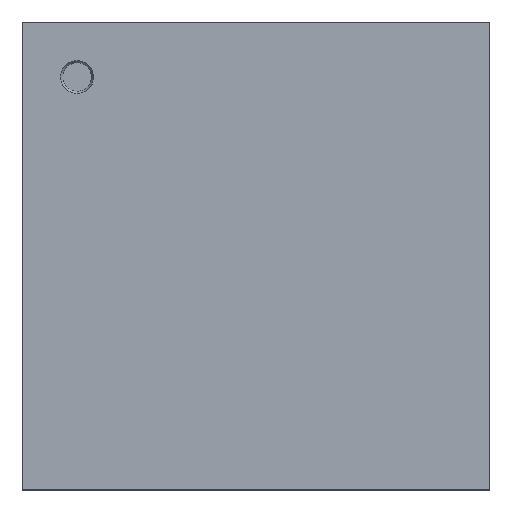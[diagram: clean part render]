
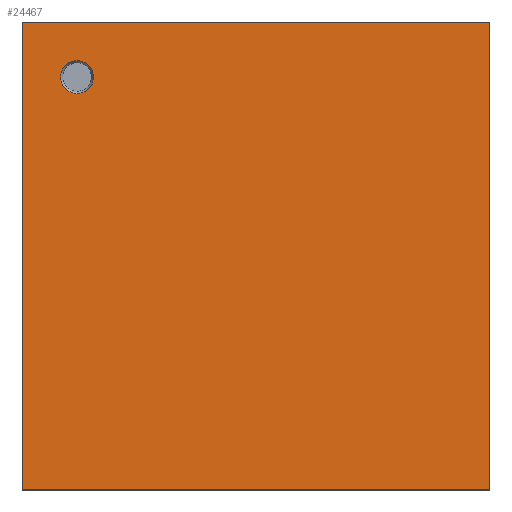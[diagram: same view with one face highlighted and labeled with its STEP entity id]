
A CAD part, top view. The second image highlights one B-rep face of the part: STEP entity #24467.
In plain terms, the highlighted planar face has unit normal (0, 0, 1).
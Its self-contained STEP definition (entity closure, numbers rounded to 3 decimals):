
#1500 = CIRCLE ( 'NONE', #16370, 0.6 ) ;
#1572 = ORIENTED_EDGE ( 'NONE', *, *, #32594, .F. ) ;
#2373 = EDGE_CURVE ( 'NONE', #5926, #13852, #24665, .T. ) ;
#2458 = ORIENTED_EDGE ( 'NONE', *, *, #24585, .T. ) ;
#2470 = LINE ( 'NONE', #10582, #27798 ) ;
#3520 = ORIENTED_EDGE ( 'NONE', *, *, #12423, .T. ) ;
#3755 = VECTOR ( 'NONE', #24484, 1000. ) ;
#3894 = CARTESIAN_POINT ( 'NONE',  ( 8.5, -8.5, 2. ) ) ;
#4532 = VECTOR ( 'NONE', #16688, 1000. ) ;
#5926 = VERTEX_POINT ( 'NONE', #32712 ) ;
#6464 = VERTEX_POINT ( 'NONE', #32679 ) ;
#7648 = PLANE ( 'NONE',  #24776 ) ;
#7753 = DIRECTION ( 'NONE',  ( 0., 0., 1. ) ) ;
#8891 = EDGE_LOOP ( 'NONE', ( #22706, #11099, #2458, #3520 ) ) ;
#9903 = DIRECTION ( 'NONE',  ( 0., 0., 1. ) ) ;
#10173 = VERTEX_POINT ( 'NONE', #17066 ) ;
#10477 = LINE ( 'NONE', #21917, #3755 ) ;
#10582 = CARTESIAN_POINT ( 'NONE',  ( 8.5, 8.5, 2. ) ) ;
#11099 = ORIENTED_EDGE ( 'NONE', *, *, #2373, .T. ) ;
#12423 = EDGE_CURVE ( 'NONE', #6464, #25091, #20334, .T. ) ;
#13251 = DIRECTION ( 'NONE',  ( 0., 0., 1. ) ) ;
#13451 = VERTEX_POINT ( 'NONE', #27043 ) ;
#13628 = VECTOR ( 'NONE', #15008, 1000. ) ;
#13852 = VERTEX_POINT ( 'NONE', #3894 ) ;
#14966 = EDGE_CURVE ( 'NONE', #25091, #5926, #10477, .T. ) ;
#15008 = DIRECTION ( 'NONE',  ( -1., 0., 0. ) ) ;
#16370 = AXIS2_PLACEMENT_3D ( 'NONE', #28455, #13251, #31028 ) ;
#16686 = EDGE_CURVE ( 'NONE', #13451, #10173, #1500, .T. ) ;
#16688 = DIRECTION ( 'NONE',  ( 1., 0., 0. ) ) ;
#17066 = CARTESIAN_POINT ( 'NONE',  ( -7.1, 6.5, 2. ) ) ;
#17546 = CARTESIAN_POINT ( 'NONE',  ( -8.5, 8.5, 2. ) ) ;
#19630 = CIRCLE ( 'NONE', #19706, 0.6 ) ;
#19706 = AXIS2_PLACEMENT_3D ( 'NONE', #25033, #9903, #27583 ) ;
#20239 = CARTESIAN_POINT ( 'NONE',  ( -8.5, 8.5, 2. ) ) ;
#20334 = LINE ( 'NONE', #17546, #13628 ) ;
#20607 = DIRECTION ( 'NONE',  ( 0., 1., 0. ) ) ;
#20624 = FACE_OUTER_BOUND ( 'NONE', #8891, .T. ) ;
#21917 = CARTESIAN_POINT ( 'NONE',  ( -8.5, 8.5, 2. ) ) ;
#22706 = ORIENTED_EDGE ( 'NONE', *, *, #14966, .T. ) ;
#22813 = CARTESIAN_POINT ( 'NONE',  ( -8.5, -8.5, 2. ) ) ;
#24099 = CARTESIAN_POINT ( 'NONE',  ( -8.5, -8.5, 2. ) ) ;
#24327 = ORIENTED_EDGE ( 'NONE', *, *, #16686, .F. ) ;
#24467 = ADVANCED_FACE ( 'NONE', ( #27403, #20624 ), #7648, .T. ) ;
#24484 = DIRECTION ( 'NONE',  ( 0., -1., 0. ) ) ;
#24585 = EDGE_CURVE ( 'NONE', #13852, #6464, #2470, .T. ) ;
#24665 = LINE ( 'NONE', #24099, #4532 ) ;
#24776 = AXIS2_PLACEMENT_3D ( 'NONE', #22813, #7753, #25403 ) ;
#25033 = CARTESIAN_POINT ( 'NONE',  ( -6.5, 6.5, 2. ) ) ;
#25091 = VERTEX_POINT ( 'NONE', #20239 ) ;
#25268 = EDGE_LOOP ( 'NONE', ( #24327, #1572 ) ) ;
#25403 = DIRECTION ( 'NONE',  ( 1., 0., 0. ) ) ;
#27043 = CARTESIAN_POINT ( 'NONE',  ( -5.9, 6.5, 2. ) ) ;
#27403 = FACE_BOUND ( 'NONE', #25268, .T. ) ;
#27583 = DIRECTION ( 'NONE',  ( 1., 0., 0. ) ) ;
#27798 = VECTOR ( 'NONE', #20607, 1000. ) ;
#28455 = CARTESIAN_POINT ( 'NONE',  ( -6.5, 6.5, 2. ) ) ;
#31028 = DIRECTION ( 'NONE',  ( 1., 0., 0. ) ) ;
#32594 = EDGE_CURVE ( 'NONE', #10173, #13451, #19630, .T. ) ;
#32679 = CARTESIAN_POINT ( 'NONE',  ( 8.5, 8.5, 2. ) ) ;
#32712 = CARTESIAN_POINT ( 'NONE',  ( -8.5, -8.5, 2. ) ) ;
